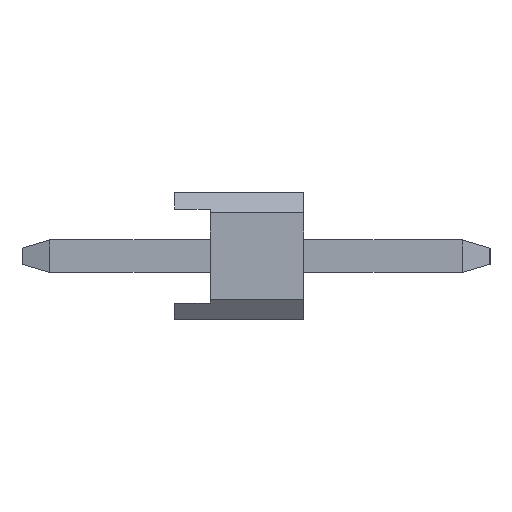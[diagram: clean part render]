
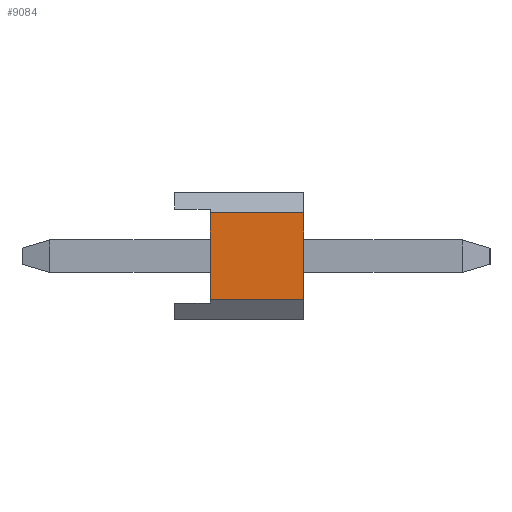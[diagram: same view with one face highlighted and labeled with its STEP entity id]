
A CAD part, left-side view. The second image highlights one B-rep face of the part: STEP entity #9084.
In plain terms, the highlighted planar face has unit normal (-1, 0, 0).
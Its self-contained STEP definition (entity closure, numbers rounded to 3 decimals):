
#4124=EDGE_CURVE('',#8980,#10992,#11552,.T.);
#4750=VERTEX_POINT('',#12230);
#4988=EDGE_CURVE('',#4750,#6504,#12496,.T.);
#6504=VERTEX_POINT('',#14174);
#7352=EDGE_CURVE('',#10992,#4750,#15111,.T.);
#8980=VERTEX_POINT('',#16920);
#9084=ADVANCED_FACE('',(#17035),#17036,.T.);
#10604=EDGE_CURVE('',#8980,#6504,#18719,.T.);
#10992=VERTEX_POINT('',#19141);
#11552=LINE('',#19894,#19895);
#12230=CARTESIAN_POINT('',(-30.38,-2.54,-0.851));
#12496=LINE('',#21266,#21267);
#14174=CARTESIAN_POINT('',(-30.38,-2.54,0.851));
#15111=LINE('',#25025,#25026);
#16920=CARTESIAN_POINT('',(-30.38,-0.7,0.851));
#17035=FACE_OUTER_BOUND('',#27788,.T.);
#17036=PLANE('',#27789);
#18719=LINE('',#30245,#30246);
#19141=CARTESIAN_POINT('',(-30.38,-0.7,-0.851));
#19894=CARTESIAN_POINT('',(-30.38,-0.7,-0.426));
#19895=VECTOR('',#31441,1.0);
#21266=CARTESIAN_POINT('',(-30.38,-2.54,0.851));
#21267=VECTOR('',#32323,1.0);
#25025=CARTESIAN_POINT('',(-30.38,0.,-0.851));
#25026=VECTOR('',#34969,1.0);
#27788=EDGE_LOOP('',(#37060,#37061,#37062,#37063));
#27789=AXIS2_PLACEMENT_3D('',#37064,#37065,#37066);
#30245=CARTESIAN_POINT('',(-30.38,0.,0.851));
#30246=VECTOR('',#38879,1.0);
#31441=DIRECTION('',(0.0,0.,-1.0));
#32323=DIRECTION('',(0.0,0.,1.0));
#34969=DIRECTION('',(0.0,-1.0,0.));
#37060=ORIENTED_EDGE('',*,*,#4124,.T.);
#37061=ORIENTED_EDGE('',*,*,#7352,.T.);
#37062=ORIENTED_EDGE('',*,*,#4988,.T.);
#37063=ORIENTED_EDGE('',*,*,#10604,.F.);
#37064=CARTESIAN_POINT('',(-30.38,0.,-0.851));
#37065=DIRECTION('',(-1.0,0.0,0.0));
#37066=DIRECTION('',(0.0,0.,-1.0));
#38879=DIRECTION('',(0.0,-1.0,0.));
